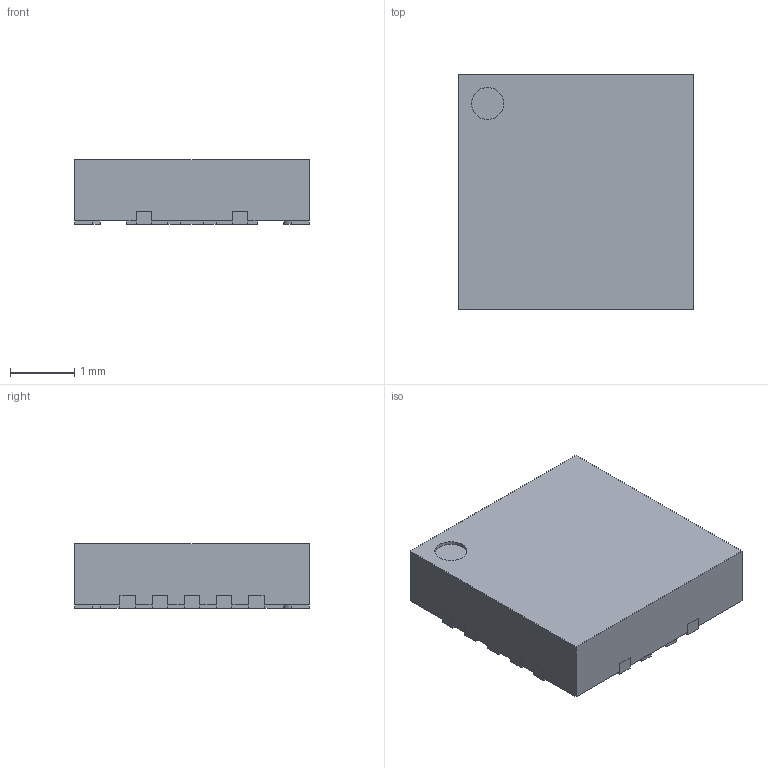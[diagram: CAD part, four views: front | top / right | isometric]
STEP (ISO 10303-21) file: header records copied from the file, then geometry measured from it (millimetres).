
FILE_DESCRIPTION((''),'2;1');
FILE_NAME('TEXAS_RGY (S-PVQFN–N14).stp','2013-11-06T13:38:14',(''),(''),'Mechanical Desktop 2011','Mechanical Desktop 2011',', , ');
FILE_SCHEMA(('AUTOMOTIVE_DESIGN { 1 2 10303 214 1 1 1 1 }'));
Length unit declared in the file: millimetre
Products named in the file (1): Product
Bounding box: 3.65 x 3.65 x 1 mm (x, y, z)
Volume: 13 mm3; surface area: 59.3 mm2
Topology: 17 solids, 17 shells, 175 faces, 420 edges, 280 vertices
Faces by surface type: plane 143, cylinder 32
Entity records: 5081 total; most frequent: CARTESIAN_POINT 876, ORIENTED_EDGE 840, DIRECTION 836, EDGE_CURVE 420, VECTOR 356, LINE 356, VERTEX_POINT 280, AXIS2_PLACEMENT_3D 240
